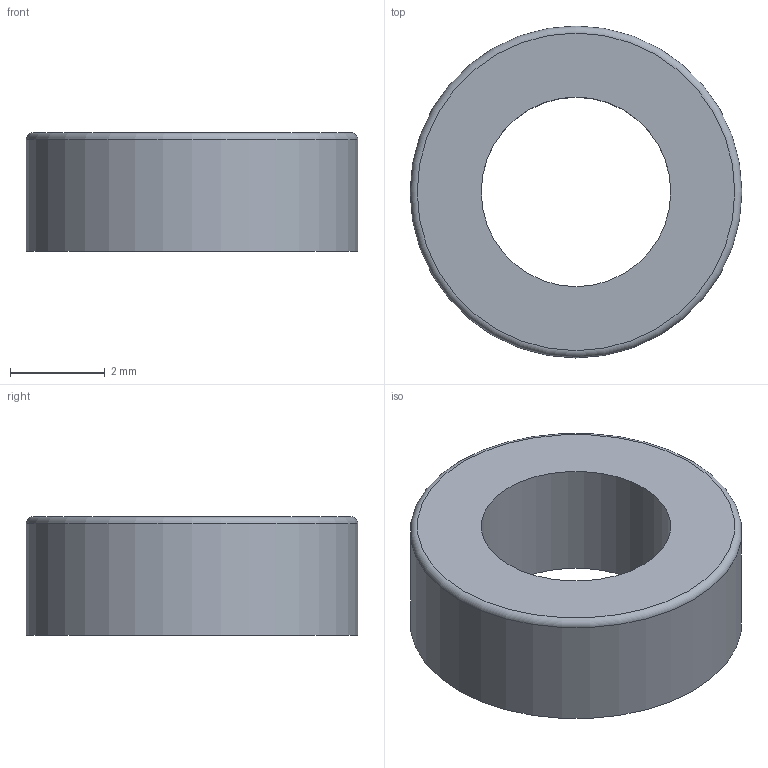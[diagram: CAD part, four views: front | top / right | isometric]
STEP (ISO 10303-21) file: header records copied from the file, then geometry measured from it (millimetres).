
FILE_DESCRIPTION(/* description */ ('STEP AP214'),/* implementation_level */ '2;1');
FILE_NAME(/* name */ '61003e8c4d4ea41eebc1e251',/* time_stamp */ '2021-07-27T17:12:45+00:00',/* author */ (''),/* organization */ (''),/* preprocessor_version */ 'ST-DEVELOPER v18.1',/* originating_system */ ' ',/* authorisation */ ' ');
FILE_SCHEMA (('AUTOMOTIVE_DESIGN {1 0 10303 214 3 1 1}'));
Length unit declared in the file: metre
Products named in the file (1): Part 9
Bounding box: 7 x 7 x 2.5 mm (x, y, z)
Volume: 64.7 mm3; surface area: 136.8 mm2
Topology: 1 solids, 1 shells, 5 faces, 8 edges, 5 vertices
Faces by surface type: plane 2, cylinder 2, torus 1
Full cylindrical faces by diameter (mm): 4 x1, 7 x1
Entity records: 138 total; most frequent: DIRECTION 22, CARTESIAN_POINT 16, AXIS2_PLACEMENT_3D 11, ORIENTED_EDGE 10, EDGE_LOOP 10, FACE_BOUND 10, EDGE_CURVE 5, VERTEX_POINT 5
